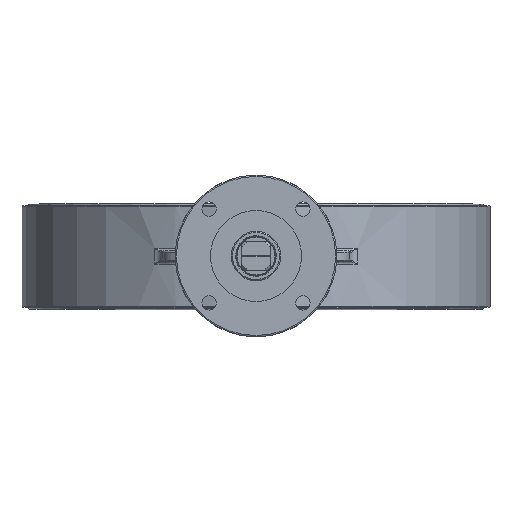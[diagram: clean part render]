
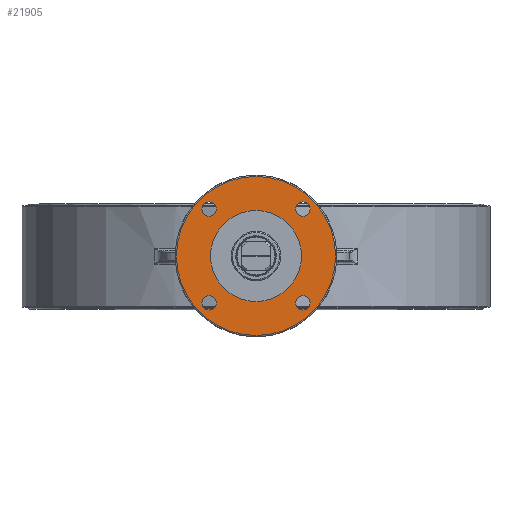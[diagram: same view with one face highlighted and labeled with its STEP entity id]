
A CAD part, top view. The second image highlights one B-rep face of the part: STEP entity #21905.
In plain terms, the highlighted planar face has unit normal (0, 0, 1).
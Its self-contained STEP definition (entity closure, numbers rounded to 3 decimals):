
#21799=CARTESIAN_POINT('',(61.2,0.,290.5));
#21800=VERTEX_POINT('',#21799);
#21801=CARTESIAN_POINT('',(0.,0.,290.5));
#21802=DIRECTION('',(0.0,0.0,-1.0));
#21803=DIRECTION('',(-1.0,0.0,0.0));
#21804=AXIS2_PLACEMENT_3D('',#21801,#21802,#21803);
#21805=CIRCLE('',#21804,61.2);
#21806=EDGE_CURVE('',#21800,#21800,#21805,.T.);
#21842=CARTESIAN_POINT('',(0.,0.,290.5));
#21843=DIRECTION('',(0.0,0.0,-1.0));
#21844=DIRECTION('',(-1.0,0.0,0.0));
#21845=AXIS2_PLACEMENT_3D('',#21842,#21843,#21844);
#21846=PLANE('',#21845);
#21847=ORIENTED_EDGE('',*,*,#21806,.F.);
#21848=EDGE_LOOP('',(#21847));
#21849=FACE_OUTER_BOUND('',#21848,.T.);
#21850=CARTESIAN_POINT('',(41.562,36.062,290.5));
#21851=VERTEX_POINT('',#21850);
#21852=CARTESIAN_POINT('',(36.062,36.062,290.5));
#21853=DIRECTION('',(0.0,0.0,-1.0));
#21854=DIRECTION('',(1.0,0.0,0.0));
#21855=AXIS2_PLACEMENT_3D('',#21852,#21853,#21854);
#21856=CIRCLE('',#21855,5.5);
#21857=EDGE_CURVE('',#21851,#21851,#21856,.T.);
#21858=ORIENTED_EDGE('',*,*,#21857,.T.);
#21859=EDGE_LOOP('',(#21858));
#21860=FACE_BOUND('',#21859,.T.);
#21861=CARTESIAN_POINT('',(36.062,-41.562,290.5));
#21862=VERTEX_POINT('',#21861);
#21863=CARTESIAN_POINT('',(36.062,-36.062,290.5));
#21864=DIRECTION('',(0.0,0.0,-1.0));
#21865=DIRECTION('',(0.0,-1.0,0.0));
#21866=AXIS2_PLACEMENT_3D('',#21863,#21864,#21865);
#21867=CIRCLE('',#21866,5.5);
#21868=EDGE_CURVE('',#21862,#21862,#21867,.T.);
#21869=ORIENTED_EDGE('',*,*,#21868,.T.);
#21870=EDGE_LOOP('',(#21869));
#21871=FACE_BOUND('',#21870,.T.);
#21872=CARTESIAN_POINT('',(-36.062,41.562,290.5));
#21873=VERTEX_POINT('',#21872);
#21874=CARTESIAN_POINT('',(-36.062,36.062,290.5));
#21875=DIRECTION('',(0.0,0.0,-1.0));
#21876=DIRECTION('',(0.0,1.0,0.0));
#21877=AXIS2_PLACEMENT_3D('',#21874,#21875,#21876);
#21878=CIRCLE('',#21877,5.5);
#21879=EDGE_CURVE('',#21873,#21873,#21878,.T.);
#21880=ORIENTED_EDGE('',*,*,#21879,.T.);
#21881=EDGE_LOOP('',(#21880));
#21882=FACE_BOUND('',#21881,.T.);
#21883=CARTESIAN_POINT('',(-41.562,-36.062,290.5));
#21884=VERTEX_POINT('',#21883);
#21885=CARTESIAN_POINT('',(-36.062,-36.062,290.5));
#21886=DIRECTION('',(0.0,0.0,-1.0));
#21887=DIRECTION('',(-1.0,0.0,0.0));
#21888=AXIS2_PLACEMENT_3D('',#21885,#21886,#21887);
#21889=CIRCLE('',#21888,5.5);
#21890=EDGE_CURVE('',#21884,#21884,#21889,.T.);
#21891=ORIENTED_EDGE('',*,*,#21890,.T.);
#21892=EDGE_LOOP('',(#21891));
#21893=FACE_BOUND('',#21892,.T.);
#21894=CARTESIAN_POINT('',(35.05,0.,290.5));
#21895=VERTEX_POINT('',#21894);
#21896=CARTESIAN_POINT('',(0.,0.,290.5));
#21897=DIRECTION('',(0.0,0.0,-1.0));
#21898=DIRECTION('',(1.0,0.0,0.0));
#21899=AXIS2_PLACEMENT_3D('',#21896,#21897,#21898);
#21900=CIRCLE('',#21899,35.05);
#21901=EDGE_CURVE('',#21895,#21895,#21900,.T.);
#21902=ORIENTED_EDGE('',*,*,#21901,.T.);
#21903=EDGE_LOOP('',(#21902));
#21904=FACE_BOUND('',#21903,.T.);
#21905=ADVANCED_FACE('',(#21849,#21860,#21871,#21882,#21893,#21904),#21846,.F.);
